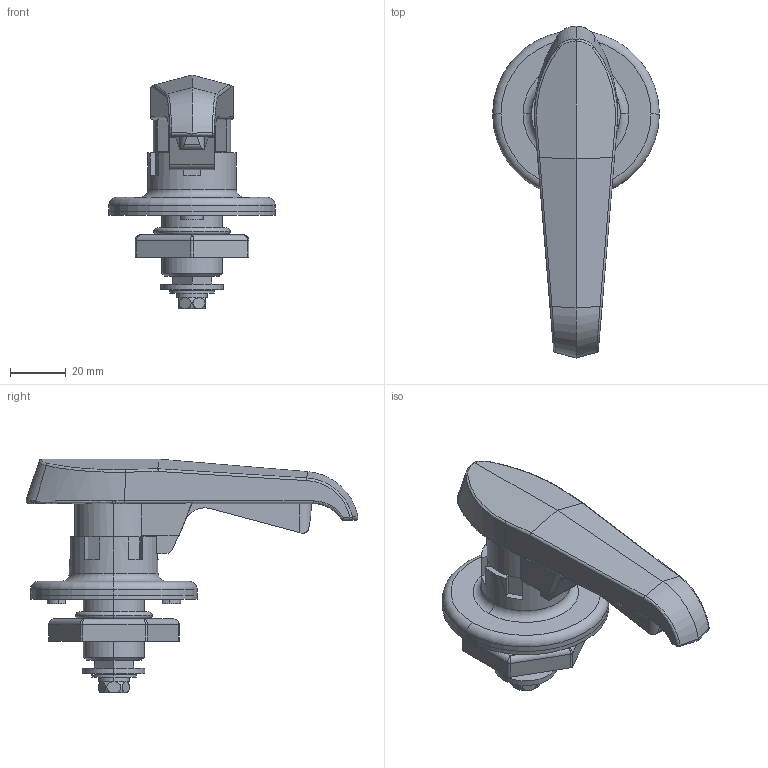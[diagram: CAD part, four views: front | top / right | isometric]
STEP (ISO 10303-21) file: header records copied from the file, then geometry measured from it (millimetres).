
FILE_DESCRIPTION (( 'STEP AP203' ), '1' );
FILE_NAME ('sone3D.STEP', '2016-03-02T06:19:19', ( '' ), ( '' ), 'SwSTEP 2.0', 'SolidWorks 2012', '' );
FILE_SCHEMA (( 'CONFIG_CONTROL_DESIGN' ));
Length unit declared in the file: millimetre
Products named in the file (9): sone3D; A-1140-W-2リングワッシャー_; A-1140-W-2M6僱僕__M6亊14; A-1140-W-2平ワッシャー_; A-1140-W-2角穴スペーサ__t2.0; A-1140-W-2六角ナット_; A-1140-W-2僷僢僉儞_; A-1140-W-2受座_; A-1140-W-2本体__-1-2(鍵無し)
Assembly tree (8 placements, depth 2):
  sone3D
    A-1140-W-2本体__-1-2(鍵無し)
    A-1140-W-2受座_
    A-1140-W-2僷僢僉儞_
    A-1140-W-2六角ナット_
    A-1140-W-2角穴スペーサ__t2.0
    A-1140-W-2平ワッシャー_
    A-1140-W-2M6僱僕__M6亊14
    A-1140-W-2リングワッシャー_
Bounding box: 60 x 119.45 x 84.1 mm (x, y, z)
Volume: 96178.4 mm3; surface area: 37393.5 mm2
Topology: 8 solids, 8 shells, 256 faces, 609 edges, 379 vertices
Faces by surface type: plane 117, cylinder 82, bspline 35, torus 14, sphere 4, cone 4
Entity records: 9828 total; most frequent: CARTESIAN_POINT 3174, ORIENTED_EDGE 1206, DIRECTION 1162, EDGE_CURVE 603, AXIS2_PLACEMENT_3D 430, VERTEX_POINT 379, VECTOR 302, LINE 302
